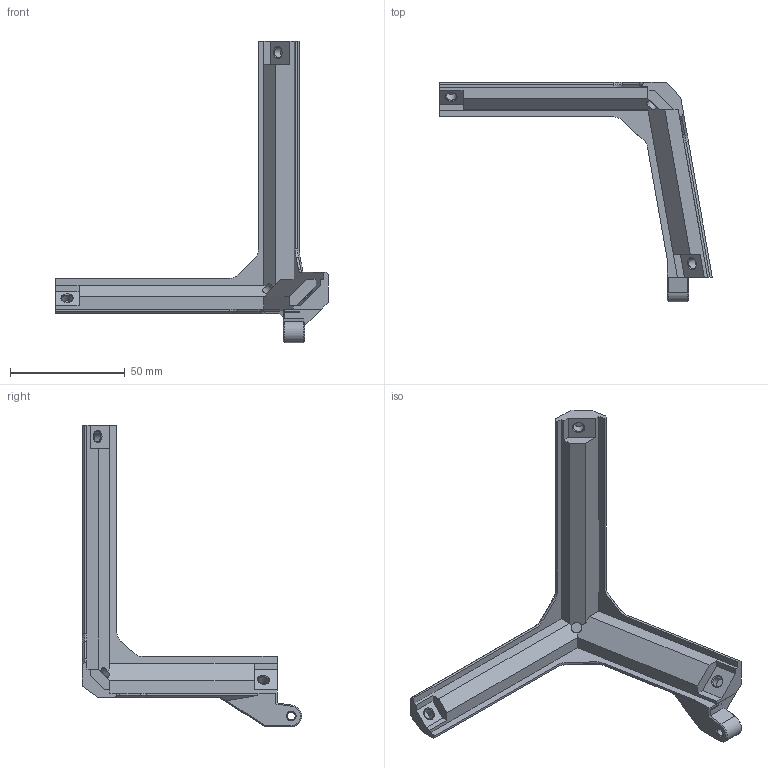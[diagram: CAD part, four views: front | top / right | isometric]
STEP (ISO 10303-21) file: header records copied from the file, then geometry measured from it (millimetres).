
FILE_DESCRIPTION(/* description */ (''),/* implementation_level */ '2;1');
FILE_NAME(/* name */ 'Tophat_Part_back_right.step',/* time_stamp */ '2023-03-15T19:11:17+01:00',/* author */ (''),/* organization */ (''),/* preprocessor_version */ 'ST-DEVELOPER v19.2',/* originating_system */ 'Autodesk Translation Framework v11.17.0.187',/* authorisation */ '');
FILE_SCHEMA (('AUTOMOTIVE_DESIGN { 1 0 10303 214 3 1 1 }'));
Length unit declared in the file: millimetre
Products named in the file (1): Tophat_Part_back_right
Bounding box: 119 x 95.74 x 131.75 mm (x, y, z)
Volume: 44308.5 mm3; surface area: 17662.4 mm2
Topology: 1 solids, 1 shells, 101 faces, 258 edges, 162 vertices
Faces by surface type: plane 76, cone 13, cylinder 12
Full cylindrical faces by diameter (mm): 3.4 x1, 4.6 x4
Entity records: 3036 total; most frequent: CARTESIAN_POINT 522, ORIENTED_EDGE 516, DIRECTION 502, EDGE_CURVE 258, LINE 218, VECTOR 218, VERTEX_POINT 162, AXIS2_PLACEMENT_3D 142
